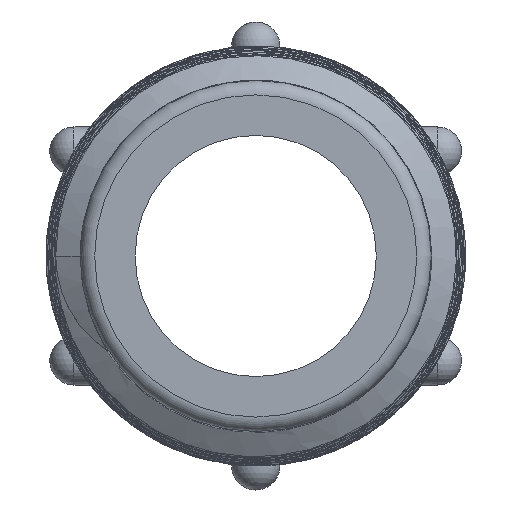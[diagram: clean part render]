
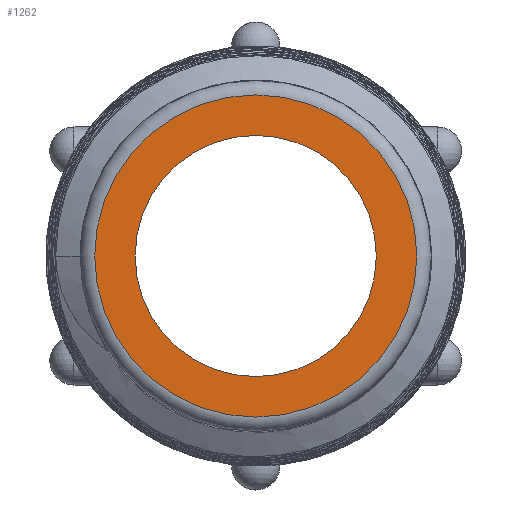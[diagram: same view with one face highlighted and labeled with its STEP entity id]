
A CAD part, left-side view. The second image highlights one B-rep face of the part: STEP entity #1262.
In plain terms, the highlighted planar face has unit normal (-1, 0, 0).
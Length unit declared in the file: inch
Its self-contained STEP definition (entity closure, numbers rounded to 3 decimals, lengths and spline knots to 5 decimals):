
#26=FACE_BOUND('',#202,.T.);
#40=PLANE('',#1412);
#128=FACE_OUTER_BOUND('',#201,.T.);
#201=EDGE_LOOP('',(#1027,#1028));
#202=EDGE_LOOP('',(#1029,#1030));
#268=CIRCLE('',#1408,0.33392);
#269=CIRCLE('',#1409,0.33392);
#271=CIRCLE('',#1413,0.25);
#272=CIRCLE('',#1414,0.25);
#583=VERTEX_POINT('',#3421);
#584=VERTEX_POINT('',#3423);
#587=VERTEX_POINT('',#3472);
#588=VERTEX_POINT('',#3473);
#758=EDGE_CURVE('',#583,#584,#268,.T.);
#759=EDGE_CURVE('',#584,#583,#269,.T.);
#763=EDGE_CURVE('',#587,#588,#271,.T.);
#764=EDGE_CURVE('',#588,#587,#272,.T.);
#1027=ORIENTED_EDGE('',*,*,#759,.F.);
#1028=ORIENTED_EDGE('',*,*,#758,.F.);
#1029=ORIENTED_EDGE('',*,*,#763,.T.);
#1030=ORIENTED_EDGE('',*,*,#764,.T.);
#1262=ADVANCED_FACE('',(#128,#26),#40,.T.);
#1408=AXIS2_PLACEMENT_3D('',#3424,#1672,#1673);
#1409=AXIS2_PLACEMENT_3D('',#3425,#1674,#1675);
#1412=AXIS2_PLACEMENT_3D('',#3471,#1680,#1681);
#1413=AXIS2_PLACEMENT_3D('',#3474,#1682,#1683);
#1414=AXIS2_PLACEMENT_3D('',#3475,#1684,#1685);
#1672=DIRECTION('center_axis',(1.,0.,0.));
#1673=DIRECTION('ref_axis',(0.,-1.,0.));
#1674=DIRECTION('center_axis',(1.,0.,0.));
#1675=DIRECTION('ref_axis',(0.,-1.,0.));
#1680=DIRECTION('center_axis',(-1.,0.,0.));
#1681=DIRECTION('ref_axis',(0.,0.,1.));
#1682=DIRECTION('center_axis',(1.,0.,0.));
#1683=DIRECTION('ref_axis',(0.,1.,0.));
#1684=DIRECTION('center_axis',(1.,0.,0.));
#1685=DIRECTION('ref_axis',(0.,1.,0.));
#3421=CARTESIAN_POINT('',(-1.5,0.,0.33392));
#3423=CARTESIAN_POINT('',(-1.5,0.33392,0.));
#3424=CARTESIAN_POINT('Origin',(-1.5,0.,0.));
#3425=CARTESIAN_POINT('Origin',(-1.5,0.,0.));
#3471=CARTESIAN_POINT('Origin',(-1.5,0.3065,0.));
#3472=CARTESIAN_POINT('',(-1.5,0.25,0.));
#3473=CARTESIAN_POINT('',(-1.5,-0.25,0.));
#3474=CARTESIAN_POINT('Origin',(-1.5,0.,0.));
#3475=CARTESIAN_POINT('Origin',(-1.5,0.,0.));
